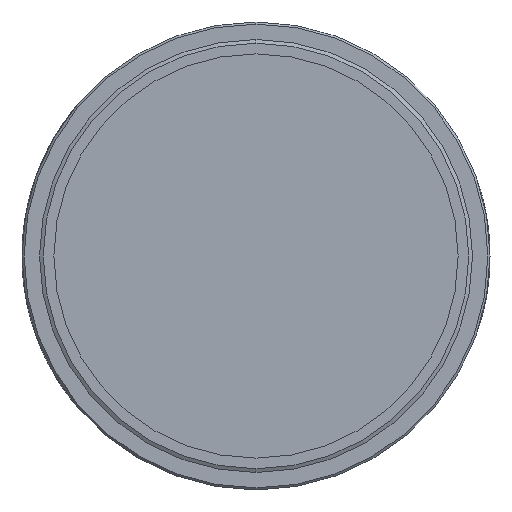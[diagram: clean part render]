
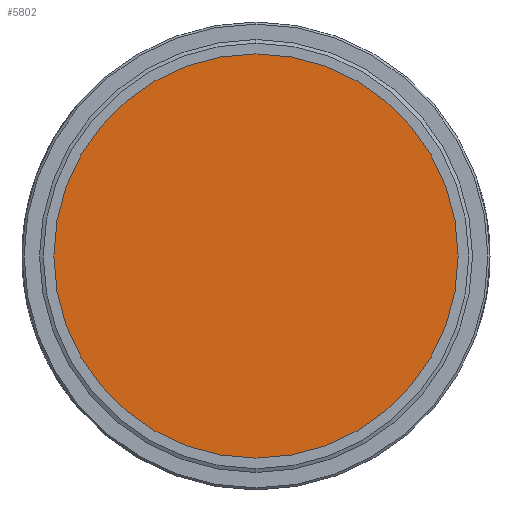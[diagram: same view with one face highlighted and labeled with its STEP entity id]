
A CAD part, left-side view. The second image highlights one B-rep face of the part: STEP entity #5802.
In plain terms, the highlighted planar face has unit normal (-1, 0, 0).
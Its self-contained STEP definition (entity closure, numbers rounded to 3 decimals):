
#155 = EDGE_CURVE ( 'NONE', #6386, #7647, #6802, .T. ) ;
#396 = CARTESIAN_POINT ( 'NONE',  ( -2.667, 0., 0. ) ) ;
#973 = CIRCLE ( 'NONE', #2203, 25.4 ) ;
#974 = AXIS2_PLACEMENT_3D ( 'NONE', #4554, #10112, #5364 ) ;
#1205 = DIRECTION ( 'NONE',  ( 0., 0., -1. ) ) ;
#2203 = AXIS2_PLACEMENT_3D ( 'NONE', #396, #5972, #1205 ) ;
#2253 = PLANE ( 'NONE',  #5791 ) ;
#2774 = ORIENTED_EDGE ( 'NONE', *, *, #7005, .F. ) ;
#3224 = CARTESIAN_POINT ( 'NONE',  ( -2.667, 0., -25.4 ) ) ;
#4554 = CARTESIAN_POINT ( 'NONE',  ( -2.667, 0., 0. ) ) ;
#4657 = DIRECTION ( 'NONE',  ( 0., 0., -1. ) ) ;
#5364 = DIRECTION ( 'NONE',  ( 0., 0., -1. ) ) ;
#5791 = AXIS2_PLACEMENT_3D ( 'NONE', #8618, #9423, #4657 ) ;
#5802 = ADVANCED_FACE ( 'NONE', ( #9616 ), #2253, .F. ) ;
#5972 = DIRECTION ( 'NONE',  ( 1., 0., 0. ) ) ;
#6045 = EDGE_LOOP ( 'NONE', ( #2774, #6080 ) ) ;
#6080 = ORIENTED_EDGE ( 'NONE', *, *, #155, .F. ) ;
#6386 = VERTEX_POINT ( 'NONE', #10191 ) ;
#6802 = CIRCLE ( 'NONE', #974, 25.4 ) ;
#7005 = EDGE_CURVE ( 'NONE', #7647, #6386, #973, .T. ) ;
#7647 = VERTEX_POINT ( 'NONE', #3224 ) ;
#8618 = CARTESIAN_POINT ( 'NONE',  ( -2.667, 0., 0. ) ) ;
#9423 = DIRECTION ( 'NONE',  ( 1., 0., 0. ) ) ;
#9616 = FACE_OUTER_BOUND ( 'NONE', #6045, .T. ) ;
#10112 = DIRECTION ( 'NONE',  ( 1., 0., 0. ) ) ;
#10191 = CARTESIAN_POINT ( 'NONE',  ( -2.667, 0., 25.4 ) ) ;
